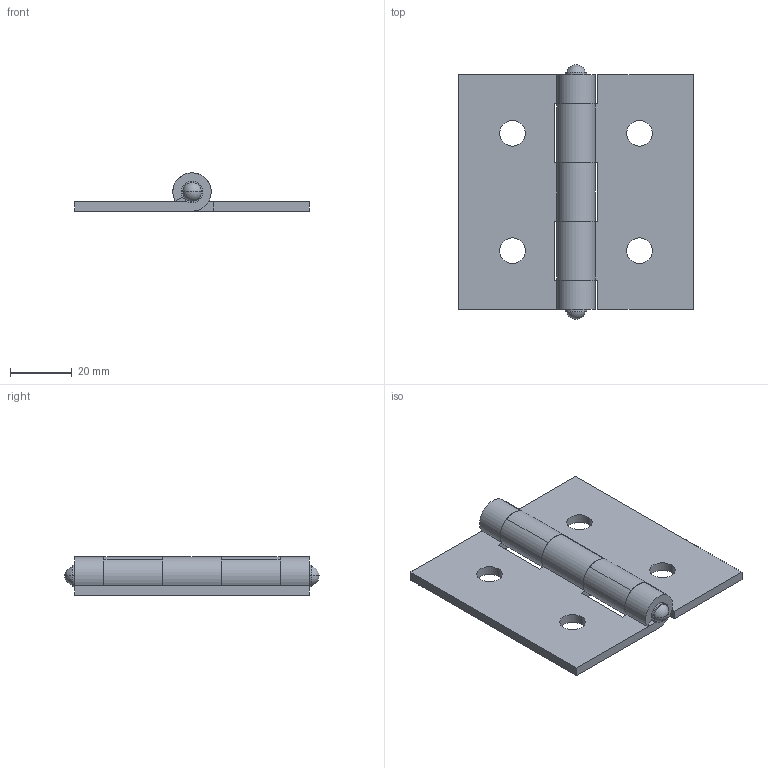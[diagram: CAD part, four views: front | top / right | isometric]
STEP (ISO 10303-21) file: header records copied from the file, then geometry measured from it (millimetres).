
FILE_DESCRIPTION((''),'2;1');
FILE_NAME('15HI8514.stp','2006-03-13T15:37:46',('Shawn Mantel'),('Faztek, LLC'),'Mechanical Desktop 2005','Mechanical Desktop 2005',', , ');
FILE_SCHEMA(('CONFIG_CONTROL_DESIGN'));
Length unit declared in the file: inch
Products named in the file (1): Product
Bounding box: 76.2 x 82.55 x 12.44 mm (x, y, z)
Volume: 23623.7 mm3; surface area: 18088.5 mm2
Topology: 3 solids, 3 shells, 70 faces, 188 edges, 124 vertices
Faces by surface type: cylinder 32, plane 30, bspline 6, sphere 2
Entity records: 2357 total; most frequent: CARTESIAN_POINT 467, DIRECTION 388, ORIENTED_EDGE 364, EDGE_CURVE 182, AXIS2_PLACEMENT_3D 141, VERTEX_POINT 122, VECTOR 106, LINE 106
